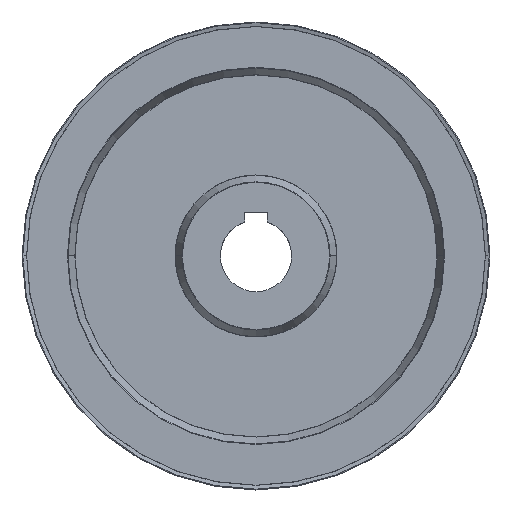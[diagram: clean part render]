
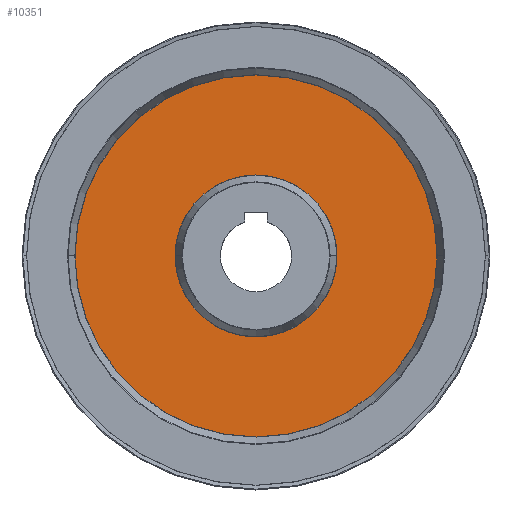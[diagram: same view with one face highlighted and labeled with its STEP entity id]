
A CAD part, top view. The second image highlights one B-rep face of the part: STEP entity #10351.
In plain terms, the highlighted planar face has unit normal (0, 0, 1).
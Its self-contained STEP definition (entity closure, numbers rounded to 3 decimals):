
#87 = VERTEX_POINT ( 'NONE', #13058 ) ;
#1294 = CARTESIAN_POINT ( 'NONE',  ( 0., 0., 10. ) ) ;
#1361 = EDGE_CURVE ( 'NONE', #15477, #87, #1914, .T. ) ;
#1914 = CIRCLE ( 'NONE', #15737, 28.403 ) ;
#1982 = EDGE_LOOP ( 'NONE', ( #14096, #2383 ) ) ;
#2293 = ORIENTED_EDGE ( 'NONE', *, *, #14739, .T. ) ;
#2383 = ORIENTED_EDGE ( 'NONE', *, *, #11425, .T. ) ;
#2504 = DIRECTION ( 'NONE',  ( 1., 0., 0. ) ) ;
#2581 = DIRECTION ( 'NONE',  ( 1., 0., 0. ) ) ;
#2632 = ORIENTED_EDGE ( 'NONE', *, *, #1361, .T. ) ;
#2908 = CIRCLE ( 'NONE', #6258, 63.485 ) ;
#3648 = EDGE_CURVE ( 'NONE', #15973, #12163, #14828, .T. ) ;
#4899 = AXIS2_PLACEMENT_3D ( 'NONE', #6396, #15106, #2504 ) ;
#5365 = CARTESIAN_POINT ( 'NONE',  ( 0., 65.944, 10. ) ) ;
#6258 = AXIS2_PLACEMENT_3D ( 'NONE', #7453, #9843, #8606 ) ;
#6396 = CARTESIAN_POINT ( 'NONE',  ( 0., 0., 10. ) ) ;
#6649 = AXIS2_PLACEMENT_3D ( 'NONE', #5365, #11730, #8976 ) ;
#6899 = DIRECTION ( 'NONE',  ( 0., 0., -1. ) ) ;
#7307 = CARTESIAN_POINT ( 'NONE',  ( -28.403, 0., 10. ) ) ;
#7453 = CARTESIAN_POINT ( 'NONE',  ( 0., 0., 10. ) ) ;
#7908 = AXIS2_PLACEMENT_3D ( 'NONE', #14382, #6899, #11934 ) ;
#7956 = PLANE ( 'NONE',  #6649 ) ;
#8606 = DIRECTION ( 'NONE',  ( 1., 0., 0. ) ) ;
#8830 = FACE_OUTER_BOUND ( 'NONE', #1982, .T. ) ;
#8976 = DIRECTION ( 'NONE',  ( -1., 0., 0. ) ) ;
#9461 = CARTESIAN_POINT ( 'NONE',  ( 63.485, 0., 10. ) ) ;
#9843 = DIRECTION ( 'NONE',  ( 0., 0., 1. ) ) ;
#10351 = ADVANCED_FACE ( 'NONE', ( #8830, #11764 ), #7956, .T. ) ;
#11425 = EDGE_CURVE ( 'NONE', #12163, #15973, #2908, .T. ) ;
#11730 = DIRECTION ( 'NONE',  ( 0., 0., 1. ) ) ;
#11739 = CARTESIAN_POINT ( 'NONE',  ( -63.485, 0., 10. ) ) ;
#11764 = FACE_BOUND ( 'NONE', #14621, .T. ) ;
#11934 = DIRECTION ( 'NONE',  ( 1., 0., 0. ) ) ;
#12163 = VERTEX_POINT ( 'NONE', #11739 ) ;
#12898 = CIRCLE ( 'NONE', #7908, 28.403 ) ;
#13058 = CARTESIAN_POINT ( 'NONE',  ( 28.403, 0., 10. ) ) ;
#14096 = ORIENTED_EDGE ( 'NONE', *, *, #3648, .T. ) ;
#14382 = CARTESIAN_POINT ( 'NONE',  ( 0., 0., 10. ) ) ;
#14621 = EDGE_LOOP ( 'NONE', ( #2293, #2632 ) ) ;
#14739 = EDGE_CURVE ( 'NONE', #87, #15477, #12898, .T. ) ;
#14828 = CIRCLE ( 'NONE', #4899, 63.485 ) ;
#15020 = DIRECTION ( 'NONE',  ( 0., 0., -1. ) ) ;
#15106 = DIRECTION ( 'NONE',  ( 0., 0., 1. ) ) ;
#15477 = VERTEX_POINT ( 'NONE', #7307 ) ;
#15737 = AXIS2_PLACEMENT_3D ( 'NONE', #1294, #15020, #2581 ) ;
#15973 = VERTEX_POINT ( 'NONE', #9461 ) ;
